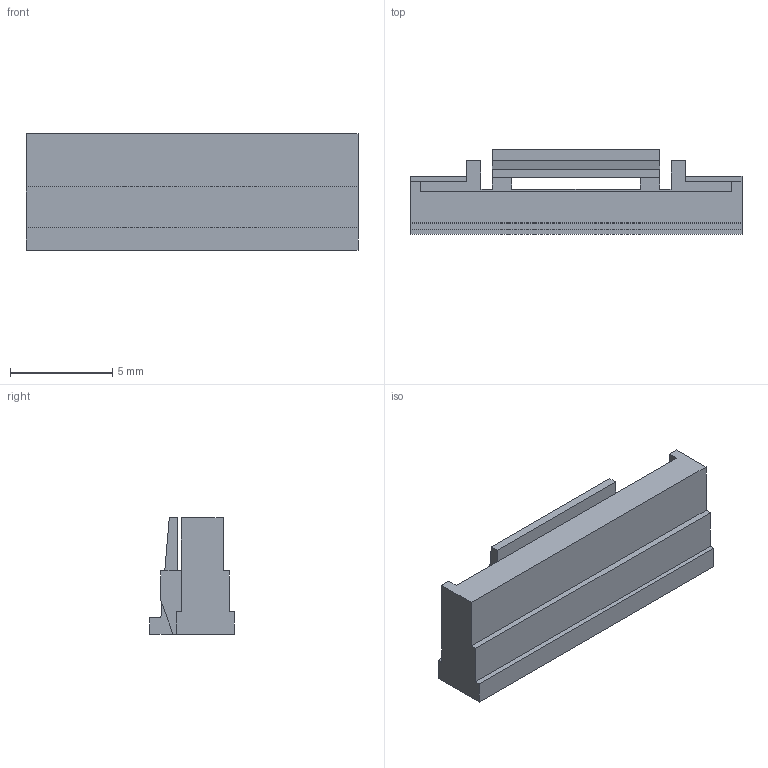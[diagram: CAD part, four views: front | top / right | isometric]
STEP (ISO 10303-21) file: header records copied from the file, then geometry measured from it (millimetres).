
FILE_DESCRIPTION (( 'STEP AP214' ), '1' );
FILE_NAME ('GHR-12V-S.STEP', '2017-06-28T07:49:46', ( '' ), ( '' ), 'SwSTEP 2.0', 'SolidWorks 2012', '' );
FILE_SCHEMA (( 'AUTOMOTIVE_DESIGN' ));
Length unit declared in the file: millimetre
Products named in the file (1): GHR-12V-S
Bounding box: 16.25 x 4.15 x 5.7 mm (x, y, z)
Volume: 212 mm3; surface area: 454.1 mm2
Topology: 1 solids, 1 shells, 100 faces, 264 edges, 176 vertices
Faces by surface type: plane 100
Entity records: 3066 total; most frequent: CARTESIAN_POINT 541, ORIENTED_EDGE 528, DIRECTION 466, EDGE_CURVE 264, LINE 264, VECTOR 264, VERTEX_POINT 176, EDGE_LOOP 112
